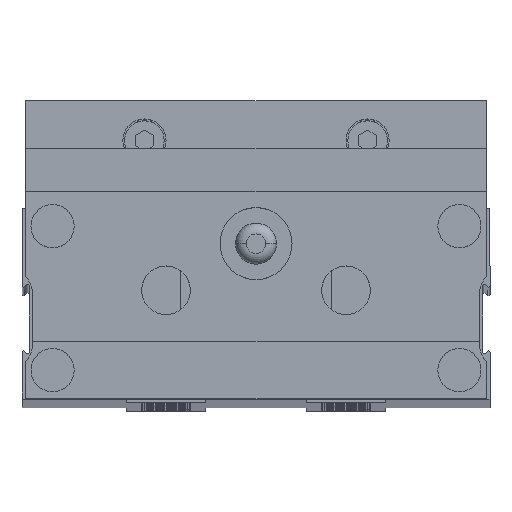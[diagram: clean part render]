
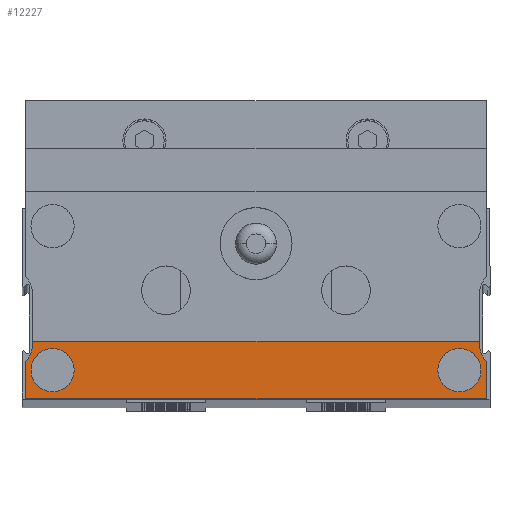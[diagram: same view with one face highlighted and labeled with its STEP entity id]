
A CAD part, top view. The second image highlights one B-rep face of the part: STEP entity #12227.
In plain terms, the highlighted planar face has unit normal (0, 0, 1).
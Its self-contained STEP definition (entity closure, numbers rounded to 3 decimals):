
#425 = VERTEX_POINT ( 'NONE', #649 ) ;
#503 = DIRECTION ( 'NONE',  ( 1., 0., 0. ) ) ;
#649 = CARTESIAN_POINT ( 'NONE',  ( 31., 8.346, 688. ) ) ;
#659 = CARTESIAN_POINT ( 'NONE',  ( -32., 5.7, 688. ) ) ;
#813 = PLANE ( 'NONE',  #29557 ) ;
#833 = VERTEX_POINT ( 'NONE', #10858 ) ;
#1139 = FACE_BOUND ( 'NONE', #16094, .T. ) ;
#1195 = VERTEX_POINT ( 'NONE', #8178 ) ;
#1365 = ORIENTED_EDGE ( 'NONE', *, *, #3589, .T. ) ;
#1842 = DIRECTION ( 'NONE',  ( 0., 1., 0. ) ) ;
#2542 = EDGE_CURVE ( 'NONE', #22708, #425, #26120, .T. ) ;
#2983 = LINE ( 'NONE', #23117, #10421 ) ;
#3027 = EDGE_CURVE ( 'NONE', #6154, #25454, #2983, .T. ) ;
#3249 = CARTESIAN_POINT ( 'NONE',  ( -31., 8.346, 688. ) ) ;
#3459 = DIRECTION ( 'NONE',  ( 1., 0., 0. ) ) ;
#3589 = EDGE_CURVE ( 'NONE', #19562, #18791, #25174, .T. ) ;
#3954 = CARTESIAN_POINT ( 'NONE',  ( 28.25, 4.5, 688. ) ) ;
#4164 = LINE ( 'NONE', #12370, #27367 ) ;
#5256 = CARTESIAN_POINT ( 'NONE',  ( 32., 5.7, 688. ) ) ;
#5770 = CARTESIAN_POINT ( 'NONE',  ( -35., 14.854, 688. ) ) ;
#5855 = DIRECTION ( 'NONE',  ( 1., 0., 0. ) ) ;
#6154 = VERTEX_POINT ( 'NONE', #25378 ) ;
#6763 = CARTESIAN_POINT ( 'NONE',  ( 31., 8.5, 688. ) ) ;
#7728 = LINE ( 'NONE', #20593, #23797 ) ;
#7850 = LINE ( 'NONE', #20245, #10263 ) ;
#8066 = CIRCLE ( 'NONE', #26507, 3. ) ;
#8178 = CARTESIAN_POINT ( 'NONE',  ( 31.25, 4.5, 688. ) ) ;
#8471 = ORIENTED_EDGE ( 'NONE', *, *, #3027, .F. ) ;
#8743 = EDGE_CURVE ( 'NONE', #31980, #32179, #8066, .T. ) ;
#9119 = CARTESIAN_POINT ( 'NONE',  ( 31., 8.346, 688. ) ) ;
#9146 = DIRECTION ( 'NONE',  ( 1., 0., 0. ) ) ;
#9245 = ORIENTED_EDGE ( 'NONE', *, *, #11181, .F. ) ;
#10263 = VECTOR ( 'NONE', #22696, 1000. ) ;
#10421 = VECTOR ( 'NONE', #503, 1000. ) ;
#10515 = ORIENTED_EDGE ( 'NONE', *, *, #31207, .F. ) ;
#10535 = DIRECTION ( 'NONE',  ( 0., -1., 0. ) ) ;
#10579 = FACE_BOUND ( 'NONE', #24696, .T. ) ;
#10750 = DIRECTION ( 'NONE',  ( 0., -1., 0. ) ) ;
#10858 = CARTESIAN_POINT ( 'NONE',  ( 32., 0.5, 688. ) ) ;
#10948 = AXIS2_PLACEMENT_3D ( 'NONE', #17242, #21866, #14940 ) ;
#11181 = EDGE_CURVE ( 'NONE', #22850, #1195, #14322, .T. ) ;
#11401 = EDGE_CURVE ( 'NONE', #6154, #19562, #7728, .T. ) ;
#12097 = ORIENTED_EDGE ( 'NONE', *, *, #2542, .T. ) ;
#12227 = ADVANCED_FACE ( 'NONE', ( #10579, #1139, #25592 ), #813, .T. ) ;
#12309 = VERTEX_POINT ( 'NONE', #13530 ) ;
#12370 = CARTESIAN_POINT ( 'NONE',  ( -32., 0.5, 688. ) ) ;
#13304 = CARTESIAN_POINT ( 'NONE',  ( -28.25, 4.5, 688. ) ) ;
#13347 = CARTESIAN_POINT ( 'NONE',  ( 25.25, 4.5, 688. ) ) ;
#13530 = CARTESIAN_POINT ( 'NONE',  ( -32., 0.5, 688. ) ) ;
#13565 = VECTOR ( 'NONE', #10750, 1000. ) ;
#13785 = EDGE_CURVE ( 'NONE', #12309, #833, #4164, .T. ) ;
#14322 = CIRCLE ( 'NONE', #14837, 3. ) ;
#14602 = DIRECTION ( 'NONE',  ( 0., 0., 1. ) ) ;
#14837 = AXIS2_PLACEMENT_3D ( 'NONE', #3954, #21593, #31631 ) ;
#14940 = DIRECTION ( 'NONE',  ( 1., 0., 0. ) ) ;
#15344 = DIRECTION ( 'NONE',  ( 1., 0., 0. ) ) ;
#15551 = CARTESIAN_POINT ( 'NONE',  ( -31.25, 4.5, 688. ) ) ;
#15659 = EDGE_LOOP ( 'NONE', ( #8471, #16582, #1365, #20244, #21384, #25249, #12097, #18939 ) ) ;
#16094 = EDGE_LOOP ( 'NONE', ( #10515, #27758 ) ) ;
#16582 = ORIENTED_EDGE ( 'NONE', *, *, #11401, .T. ) ;
#16886 = LINE ( 'NONE', #9119, #20584 ) ;
#17040 = EDGE_CURVE ( 'NONE', #1195, #22850, #19127, .T. ) ;
#17242 = CARTESIAN_POINT ( 'NONE',  ( -35., 8.346, 688. ) ) ;
#18791 = VERTEX_POINT ( 'NONE', #19818 ) ;
#18939 = ORIENTED_EDGE ( 'NONE', *, *, #26844, .T. ) ;
#19127 = CIRCLE ( 'NONE', #27006, 3. ) ;
#19562 = VERTEX_POINT ( 'NONE', #3249 ) ;
#19818 = CARTESIAN_POINT ( 'NONE',  ( -32., 5.7, 688. ) ) ;
#20057 = DIRECTION ( 'NONE',  ( 1., 0., 0. ) ) ;
#20244 = ORIENTED_EDGE ( 'NONE', *, *, #22371, .T. ) ;
#20245 = CARTESIAN_POINT ( 'NONE',  ( 32., 0.5, 688. ) ) ;
#20584 = VECTOR ( 'NONE', #1842, 1000. ) ;
#20593 = CARTESIAN_POINT ( 'NONE',  ( -31., 14.854, 688. ) ) ;
#20941 = DIRECTION ( 'NONE',  ( 0., 0., 1. ) ) ;
#21033 = EDGE_CURVE ( 'NONE', #833, #22708, #7850, .T. ) ;
#21384 = ORIENTED_EDGE ( 'NONE', *, *, #13785, .T. ) ;
#21593 = DIRECTION ( 'NONE',  ( 0., 0., 1. ) ) ;
#21692 = CARTESIAN_POINT ( 'NONE',  ( 35., 8.346, 688. ) ) ;
#21866 = DIRECTION ( 'NONE',  ( 0., 0., -1. ) ) ;
#22058 = CARTESIAN_POINT ( 'NONE',  ( -28.25, 4.5, 688. ) ) ;
#22371 = EDGE_CURVE ( 'NONE', #18791, #12309, #23272, .T. ) ;
#22500 = CARTESIAN_POINT ( 'NONE',  ( 28.25, 4.5, 688. ) ) ;
#22567 = CARTESIAN_POINT ( 'NONE',  ( -25.25, 4.5, 688. ) ) ;
#22691 = CIRCLE ( 'NONE', #23207, 3. ) ;
#22696 = DIRECTION ( 'NONE',  ( 0., 1., 0. ) ) ;
#22708 = VERTEX_POINT ( 'NONE', #5256 ) ;
#22850 = VERTEX_POINT ( 'NONE', #13347 ) ;
#23117 = CARTESIAN_POINT ( 'NONE',  ( -35., 8.5, 688. ) ) ;
#23207 = AXIS2_PLACEMENT_3D ( 'NONE', #13304, #23342, #5855 ) ;
#23272 = LINE ( 'NONE', #659, #13565 ) ;
#23342 = DIRECTION ( 'NONE',  ( 0., 0., 1. ) ) ;
#23797 = VECTOR ( 'NONE', #10535, 1000. ) ;
#23864 = ORIENTED_EDGE ( 'NONE', *, *, #17040, .F. ) ;
#24696 = EDGE_LOOP ( 'NONE', ( #23864, #9245 ) ) ;
#25174 = CIRCLE ( 'NONE', #10948, 4. ) ;
#25249 = ORIENTED_EDGE ( 'NONE', *, *, #21033, .T. ) ;
#25378 = CARTESIAN_POINT ( 'NONE',  ( -31., 8.5, 688. ) ) ;
#25454 = VERTEX_POINT ( 'NONE', #6763 ) ;
#25592 = FACE_OUTER_BOUND ( 'NONE', #15659, .T. ) ;
#26120 = CIRCLE ( 'NONE', #30327, 4. ) ;
#26507 = AXIS2_PLACEMENT_3D ( 'NONE', #22058, #31444, #32089 ) ;
#26844 = EDGE_CURVE ( 'NONE', #425, #25454, #16886, .T. ) ;
#27006 = AXIS2_PLACEMENT_3D ( 'NONE', #22500, #14602, #20057 ) ;
#27367 = VECTOR ( 'NONE', #15344, 1000. ) ;
#27758 = ORIENTED_EDGE ( 'NONE', *, *, #8743, .F. ) ;
#29557 = AXIS2_PLACEMENT_3D ( 'NONE', #5770, #20941, #3459 ) ;
#30327 = AXIS2_PLACEMENT_3D ( 'NONE', #21692, #31547, #9146 ) ;
#31207 = EDGE_CURVE ( 'NONE', #32179, #31980, #22691, .T. ) ;
#31444 = DIRECTION ( 'NONE',  ( 0., 0., 1. ) ) ;
#31547 = DIRECTION ( 'NONE',  ( 0., 0., -1. ) ) ;
#31631 = DIRECTION ( 'NONE',  ( 1., 0., 0. ) ) ;
#31980 = VERTEX_POINT ( 'NONE', #15551 ) ;
#32089 = DIRECTION ( 'NONE',  ( 1., 0., 0. ) ) ;
#32179 = VERTEX_POINT ( 'NONE', #22567 ) ;
